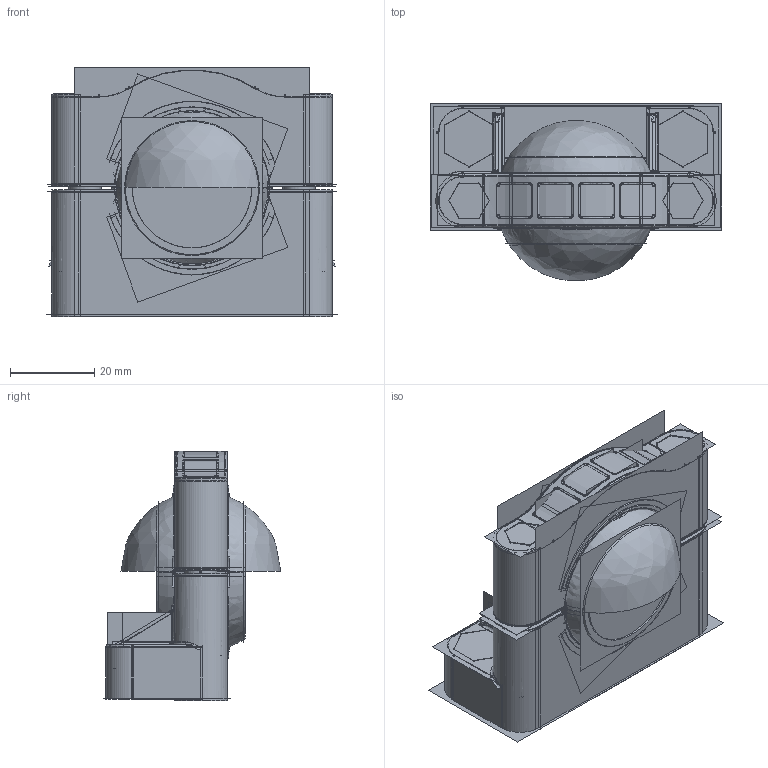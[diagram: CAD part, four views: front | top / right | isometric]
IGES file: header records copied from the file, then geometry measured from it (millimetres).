
Start section:  PTC IGES file: 141766.igs
Global section: file name: 141766.igs; native system: Creo Parametric by PTC Inc.; preprocessor: 2016260; author: pdmadmin; organization: Unknown; date: 20161020.091402; units: millimetre
Bounding box: 69.21 x 42.16 x 59.25 mm (x, y, z)
Volume: 38903.6 mm3; surface area: 156164.6 mm2
Topology: 7 solids, 9 shells, 1188 faces, 5850 edges, 7376 vertices
Faces by surface type: revolution 670, bspline 518
